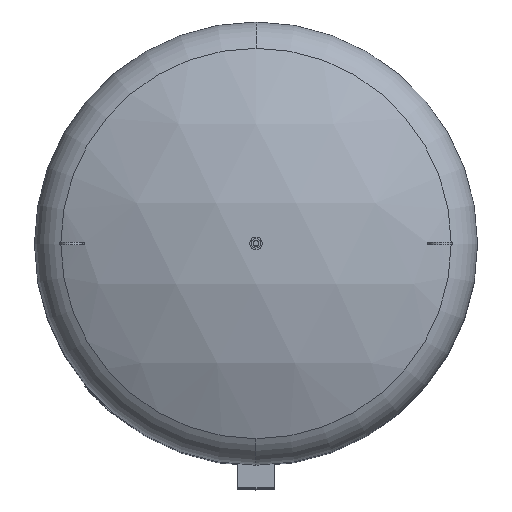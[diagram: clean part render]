
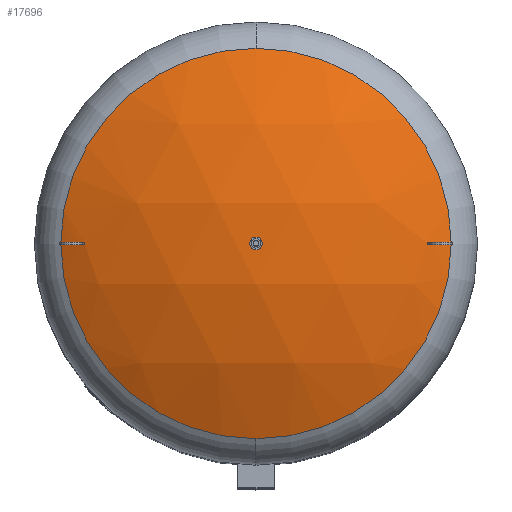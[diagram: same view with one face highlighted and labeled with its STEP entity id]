
A CAD part, top view. The second image highlights one B-rep face of the part: STEP entity #17696.
In plain terms, the highlighted spherical face has radius 1207 mm.
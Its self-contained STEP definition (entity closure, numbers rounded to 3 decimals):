
#17128=CARTESIAN_POINT('',(0.,-528.621,2297.085));
#17129=VERTEX_POINT('',#17128);
#17145=CARTESIAN_POINT('',(0.,528.621,2297.085));
#17146=VERTEX_POINT('',#17145);
#17154=CARTESIAN_POINT('',(528.621,0.,2297.085));
#17155=VERTEX_POINT('',#17154);
#17156=CARTESIAN_POINT('',(0.,0.,2297.085));
#17157=DIRECTION('',(0.0,0.0,-1.0));
#17158=DIRECTION('',(1.0,0.0,0.0));
#17159=AXIS2_PLACEMENT_3D('',#17156,#17157,#17158);
#17160=CIRCLE('',#17159,528.621);
#17161=EDGE_CURVE('',#17146,#17155,#17160,.T.);
#17163=CARTESIAN_POINT('',(0.,0.,2297.085));
#17164=DIRECTION('',(0.0,0.0,-1.0));
#17165=DIRECTION('',(1.0,0.0,0.0));
#17166=AXIS2_PLACEMENT_3D('',#17163,#17164,#17165);
#17167=CIRCLE('',#17166,528.621);
#17168=EDGE_CURVE('',#17155,#17129,#17167,.T.);
#17283=CARTESIAN_POINT('',(-463.452,-3.,2326.474));
#17284=VERTEX_POINT('',#17283);
#17285=CARTESIAN_POINT('',(-521.619,-3.,2300.464));
#17286=VERTEX_POINT('',#17285);
#17287=CARTESIAN_POINT('',(0.,-3.,1212.0));
#17288=DIRECTION('',(0.0,-1.0,0.0));
#17289=DIRECTION('',(0.0,0.0,1.0));
#17290=AXIS2_PLACEMENT_3D('',#17287,#17288,#17289);
#17291=CIRCLE('',#17290,1206.996);
#17292=EDGE_CURVE('',#17284,#17286,#17291,.T.);
#17335=CARTESIAN_POINT('',(-463.452,3.,2326.474));
#17336=VERTEX_POINT('',#17335);
#17337=CARTESIAN_POINT('',(-143.674,0.,1172.197));
#17338=DIRECTION('',(0.964,0.,0.267));
#17339=DIRECTION('',(-0.267,0.0,0.964));
#17340=AXIS2_PLACEMENT_3D('',#17337,#17338,#17339);
#17341=CIRCLE('',#17340,1197.757);
#17342=EDGE_CURVE('',#17336,#17284,#17341,.T.);
#17385=CARTESIAN_POINT('',(-521.619,3.,2300.464));
#17386=VERTEX_POINT('',#17385);
#17387=CARTESIAN_POINT('',(-204.387,0.,1155.377));
#17388=DIRECTION('',(-0.964,0.,-0.267));
#17389=DIRECTION('',(0.267,0.0,-0.964));
#17390=AXIS2_PLACEMENT_3D('',#17387,#17388,#17389);
#17391=CIRCLE('',#17390,1188.221);
#17392=EDGE_CURVE('',#17286,#17386,#17391,.T.);
#17417=CARTESIAN_POINT('',(0.,3.,1212.0));
#17418=DIRECTION('',(0.0,1.0,0.0));
#17419=DIRECTION('',(0.0,0.0,-1.0));
#17420=AXIS2_PLACEMENT_3D('',#17417,#17418,#17419);
#17421=CIRCLE('',#17420,1206.996);
#17422=EDGE_CURVE('',#17386,#17336,#17421,.T.);
#17457=CARTESIAN_POINT('',(463.452,3.,2326.474));
#17458=VERTEX_POINT('',#17457);
#17459=CARTESIAN_POINT('',(521.619,3.,2300.464));
#17460=VERTEX_POINT('',#17459);
#17461=CARTESIAN_POINT('',(0.,3.,1212.0));
#17462=DIRECTION('',(0.0,1.0,0.0));
#17463=DIRECTION('',(0.0,0.0,-1.0));
#17464=AXIS2_PLACEMENT_3D('',#17461,#17462,#17463);
#17465=CIRCLE('',#17464,1206.996);
#17466=EDGE_CURVE('',#17458,#17460,#17465,.T.);
#17509=CARTESIAN_POINT('',(463.452,-3.,2326.474));
#17510=VERTEX_POINT('',#17509);
#17511=CARTESIAN_POINT('',(143.674,0.,1172.197));
#17512=DIRECTION('',(-0.964,0.,0.267));
#17513=DIRECTION('',(-0.267,0.0,-0.964));
#17514=AXIS2_PLACEMENT_3D('',#17511,#17512,#17513);
#17515=CIRCLE('',#17514,1197.757);
#17516=EDGE_CURVE('',#17510,#17458,#17515,.T.);
#17580=CARTESIAN_POINT('',(521.619,-3.,2300.464));
#17581=VERTEX_POINT('',#17580);
#17582=CARTESIAN_POINT('',(204.387,0.,1155.377));
#17583=DIRECTION('',(0.964,0.,-0.267));
#17584=DIRECTION('',(0.267,0.0,0.964));
#17585=AXIS2_PLACEMENT_3D('',#17582,#17583,#17584);
#17586=CIRCLE('',#17585,1188.221);
#17587=EDGE_CURVE('',#17460,#17581,#17586,.T.);
#17651=CARTESIAN_POINT('',(0.,-3.,1212.0));
#17652=DIRECTION('',(0.0,-1.0,0.0));
#17653=DIRECTION('',(0.0,0.0,1.0));
#17654=AXIS2_PLACEMENT_3D('',#17651,#17652,#17653);
#17655=CIRCLE('',#17654,1206.996);
#17656=EDGE_CURVE('',#17581,#17510,#17655,.T.);
#17668=CARTESIAN_POINT('',(0.,0.,1212.0));
#17669=DIRECTION('',(0.0,-1.0,0.0));
#17670=DIRECTION('',(-1.0,0.0,0.0));
#17671=AXIS2_PLACEMENT_3D('',#17668,#17669,#17670);
#17672=SPHERICAL_SURFACE('',#17671,1207.);
#17673=ORIENTED_EDGE('',*,*,#17342,.T.);
#17674=ORIENTED_EDGE('',*,*,#17292,.T.);
#17675=ORIENTED_EDGE('',*,*,#17392,.T.);
#17676=ORIENTED_EDGE('',*,*,#17422,.T.);
#17677=EDGE_LOOP('',(#17673,#17674,#17675,#17676));
#17678=FACE_OUTER_BOUND('',#17677,.T.);
#17679=ORIENTED_EDGE('',*,*,#17516,.T.);
#17680=ORIENTED_EDGE('',*,*,#17466,.T.);
#17681=ORIENTED_EDGE('',*,*,#17587,.T.);
#17682=ORIENTED_EDGE('',*,*,#17656,.T.);
#17683=EDGE_LOOP('',(#17679,#17680,#17681,#17682));
#17684=FACE_BOUND('',#17683,.T.);
#17685=ORIENTED_EDGE('',*,*,#17168,.F.);
#17686=ORIENTED_EDGE('',*,*,#17161,.F.);
#17687=CARTESIAN_POINT('',(0.,0.,2297.085));
#17688=DIRECTION('',(0.0,0.0,-1.0));
#17689=DIRECTION('',(1.0,0.0,0.0));
#17690=AXIS2_PLACEMENT_3D('',#17687,#17688,#17689);
#17691=CIRCLE('',#17690,528.621);
#17692=EDGE_CURVE('',#17129,#17146,#17691,.T.);
#17693=ORIENTED_EDGE('',*,*,#17692,.F.);
#17694=EDGE_LOOP('',(#17685,#17686,#17693));
#17695=FACE_BOUND('',#17694,.T.);
#17696=ADVANCED_FACE('',(#17678,#17684,#17695),#17672,.T.);
